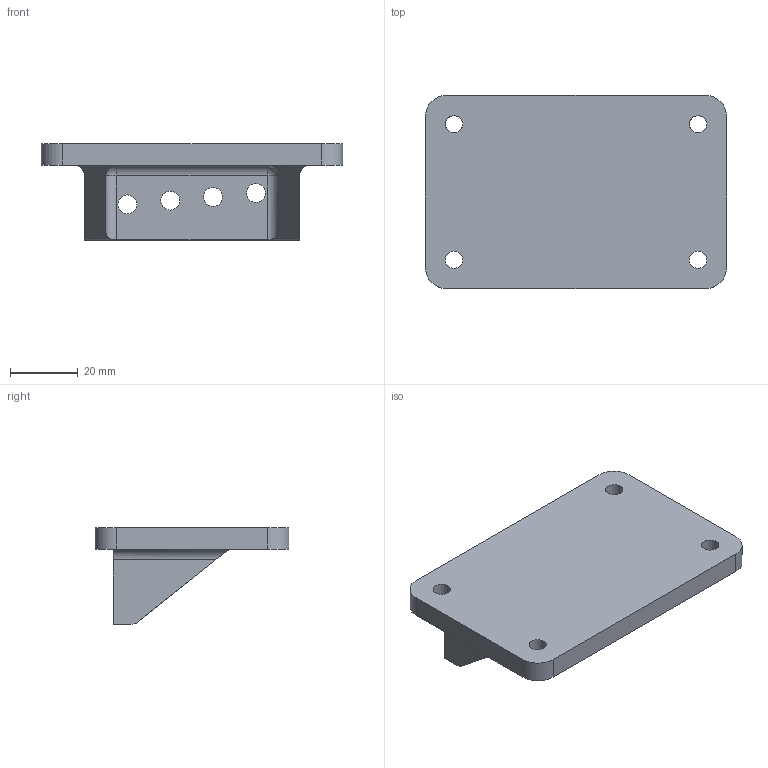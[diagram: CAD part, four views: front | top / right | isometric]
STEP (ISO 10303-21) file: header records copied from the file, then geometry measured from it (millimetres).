
FILE_DESCRIPTION(/* description */ (''),/* implementation_level */ '2;1');
FILE_NAME(/* name */ 'Part9_MIR.stp',/* time_stamp */ '2025-03-09T22:54:17-05:00',/* author */ ('parva'),/* organization */ (''),/* preprocessor_version */ 'ST-DEVELOPER v18.1',/* originating_system */ 'Autodesk Inventor 2022',/* authorisation */ '');
FILE_SCHEMA (('AUTOMOTIVE_DESIGN { 1 0 10303 214 3 1 1 }'));
Length unit declared in the file: inch
Products named in the file (1): Part9_MIR
Bounding box: 88.9 x 57.15 x 28.57 mm (x, y, z)
Volume: 44258.7 mm3; surface area: 16239.9 mm2
Topology: 1 solids, 1 shells, 39 faces, 108 edges, 70 vertices
Faces by surface type: cylinder 22, plane 15, sphere 2
Full cylindrical faces by diameter (mm): 5.105 x4, 5.556 x4
Entity records: 1413 total; most frequent: CARTESIAN_POINT 259, DIRECTION 228, ORIENTED_EDGE 216, EDGE_CURVE 108, AXIS2_PLACEMENT_3D 85, VERTEX_POINT 70, LINE 58, VECTOR 58
